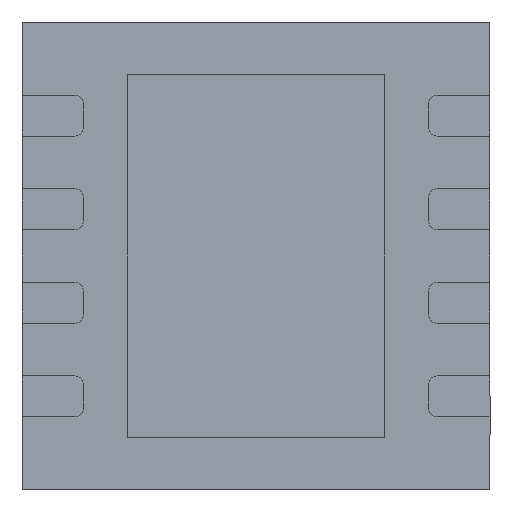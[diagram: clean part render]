
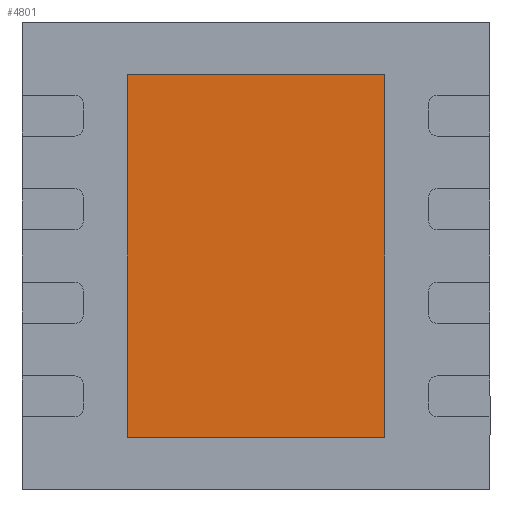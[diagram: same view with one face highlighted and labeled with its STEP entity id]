
A CAD part, front view. The second image highlights one B-rep face of the part: STEP entity #4801.
In plain terms, the highlighted planar face has unit normal (0, -1, 0).
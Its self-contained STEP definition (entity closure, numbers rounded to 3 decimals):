
#76 = CARTESIAN_POINT ( 'NONE',  ( 1.1, 0., 1.55 ) ) ;
#185 = VECTOR ( 'NONE', #2863, 1000. ) ;
#432 = EDGE_LOOP ( 'NONE', ( #3184, #732, #1073, #1390 ) ) ;
#480 = CARTESIAN_POINT ( 'NONE',  ( -1.1, 0., 1.55 ) ) ;
#643 = DIRECTION ( 'NONE',  ( 0., -1., 0. ) ) ;
#732 = ORIENTED_EDGE ( 'NONE', *, *, #2486, .F. ) ;
#919 = LINE ( 'NONE', #76, #185 ) ;
#996 = DIRECTION ( 'NONE',  ( 0., 0., -1. ) ) ;
#1008 = EDGE_CURVE ( 'NONE', #1359, #2695, #919, .T. ) ;
#1073 = ORIENTED_EDGE ( 'NONE', *, *, #4196, .F. ) ;
#1103 = VECTOR ( 'NONE', #3980, 1000. ) ;
#1271 = VERTEX_POINT ( 'NONE', #3021 ) ;
#1348 = CARTESIAN_POINT ( 'NONE',  ( -1.1, 0., 1.55 ) ) ;
#1355 = CARTESIAN_POINT ( 'NONE',  ( -1.1, 0., -1.55 ) ) ;
#1359 = VERTEX_POINT ( 'NONE', #2444 ) ;
#1390 = ORIENTED_EDGE ( 'NONE', *, *, #3967, .F. ) ;
#1609 = LINE ( 'NONE', #480, #1103 ) ;
#2237 = AXIS2_PLACEMENT_3D ( 'NONE', #4063, #643, #996 ) ;
#2444 = CARTESIAN_POINT ( 'NONE',  ( 1.1, 0., 1.55 ) ) ;
#2485 = FACE_OUTER_BOUND ( 'NONE', #432, .T. ) ;
#2486 = EDGE_CURVE ( 'NONE', #4829, #1359, #3672, .T. ) ;
#2535 = DIRECTION ( 'NONE',  ( -1., 0., 0. ) ) ;
#2582 = PLANE ( 'NONE',  #2237 ) ;
#2695 = VERTEX_POINT ( 'NONE', #2713 ) ;
#2713 = CARTESIAN_POINT ( 'NONE',  ( 1.1, 0., -1.55 ) ) ;
#2863 = DIRECTION ( 'NONE',  ( 0., 0., -1. ) ) ;
#3021 = CARTESIAN_POINT ( 'NONE',  ( -1.1, 0., -1.55 ) ) ;
#3184 = ORIENTED_EDGE ( 'NONE', *, *, #1008, .F. ) ;
#3307 = DIRECTION ( 'NONE',  ( 1., 0., 0. ) ) ;
#3625 = LINE ( 'NONE', #1355, #4476 ) ;
#3672 = LINE ( 'NONE', #3697, #4916 ) ;
#3697 = CARTESIAN_POINT ( 'NONE',  ( -1.1, 0., 1.55 ) ) ;
#3967 = EDGE_CURVE ( 'NONE', #2695, #1271, #3625, .T. ) ;
#3980 = DIRECTION ( 'NONE',  ( 0., 0., 1. ) ) ;
#4063 = CARTESIAN_POINT ( 'NONE',  ( 0., 0., 0. ) ) ;
#4196 = EDGE_CURVE ( 'NONE', #1271, #4829, #1609, .T. ) ;
#4476 = VECTOR ( 'NONE', #2535, 1000. ) ;
#4801 = ADVANCED_FACE ( 'NONE', ( #2485 ), #2582, .T. ) ;
#4829 = VERTEX_POINT ( 'NONE', #1348 ) ;
#4916 = VECTOR ( 'NONE', #3307, 1000. ) ;
